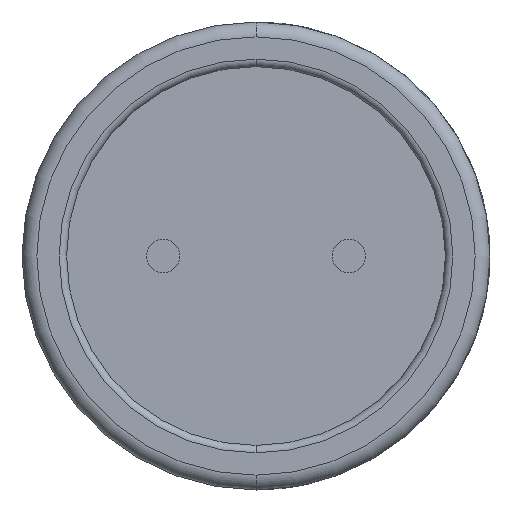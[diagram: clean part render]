
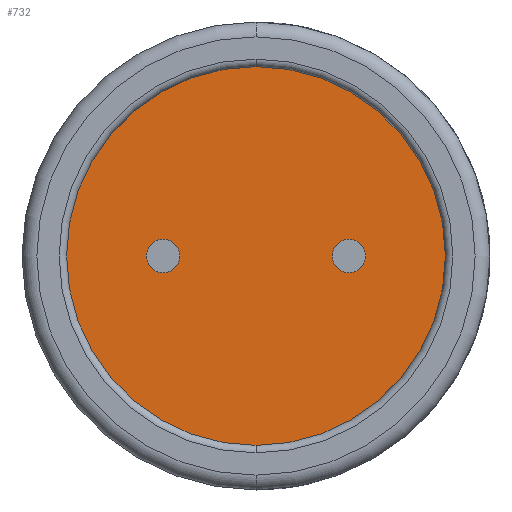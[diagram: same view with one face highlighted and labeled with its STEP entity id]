
A CAD part, front view. The second image highlights one B-rep face of the part: STEP entity #732.
In plain terms, the highlighted planar face has unit normal (0, -1, 0).
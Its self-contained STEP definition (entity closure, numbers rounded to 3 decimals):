
#149 = VERTEX_POINT ( 'NONE', #899 ) ;
#197 = PLANE ( 'NONE',  #658 ) ;
#234 = AXIS2_PLACEMENT_3D ( 'NONE', #532, #238, #616 ) ;
#238 = DIRECTION ( 'NONE',  ( 0., -1., 0. ) ) ;
#289 = ORIENTED_EDGE ( 'NONE', *, *, #412, .T. ) ;
#390 = DIRECTION ( 'NONE',  ( 0., -1., 0. ) ) ;
#406 = FACE_OUTER_BOUND ( 'NONE', #823, .T. ) ;
#412 = EDGE_CURVE ( 'NONE', #780, #149, #605, .T. ) ;
#485 = CARTESIAN_POINT ( 'NONE',  ( 0., 0.1, 0. ) ) ;
#532 = CARTESIAN_POINT ( 'NONE',  ( 0., 0.1, 0. ) ) ;
#605 = CIRCLE ( 'NONE', #234, 2.55 ) ;
#616 = DIRECTION ( 'NONE',  ( 0., 0., -1. ) ) ;
#658 = AXIS2_PLACEMENT_3D ( 'NONE', #485, #733, #912 ) ;
#664 = CARTESIAN_POINT ( 'NONE',  ( 0., 0.1, -2.55 ) ) ;
#671 = CIRCLE ( 'NONE', #747, 2.55 ) ;
#719 = EDGE_CURVE ( 'NONE', #149, #780, #671, .T. ) ;
#732 = ADVANCED_FACE ( 'NONE', ( #406 ), #197, .T. ) ;
#733 = DIRECTION ( 'NONE',  ( 0., -1., 0. ) ) ;
#747 = AXIS2_PLACEMENT_3D ( 'NONE', #827, #390, #985 ) ;
#780 = VERTEX_POINT ( 'NONE', #664 ) ;
#823 = EDGE_LOOP ( 'NONE', ( #289, #1034 ) ) ;
#827 = CARTESIAN_POINT ( 'NONE',  ( 0., 0.1, 0. ) ) ;
#899 = CARTESIAN_POINT ( 'NONE',  ( 0., 0.1, 2.55 ) ) ;
#912 = DIRECTION ( 'NONE',  ( 0., 0., -1. ) ) ;
#985 = DIRECTION ( 'NONE',  ( 0., 0., -1. ) ) ;
#1034 = ORIENTED_EDGE ( 'NONE', *, *, #719, .T. ) ;
